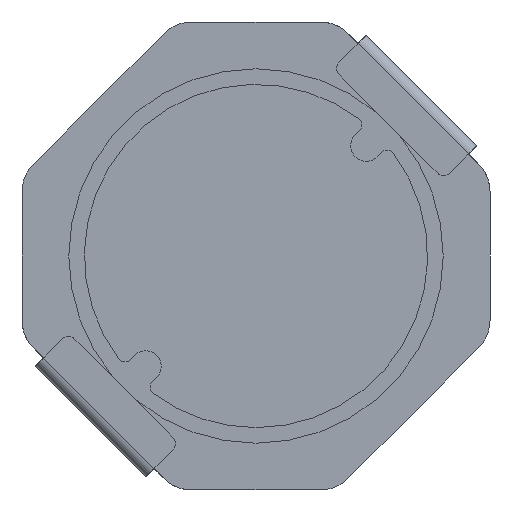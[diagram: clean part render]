
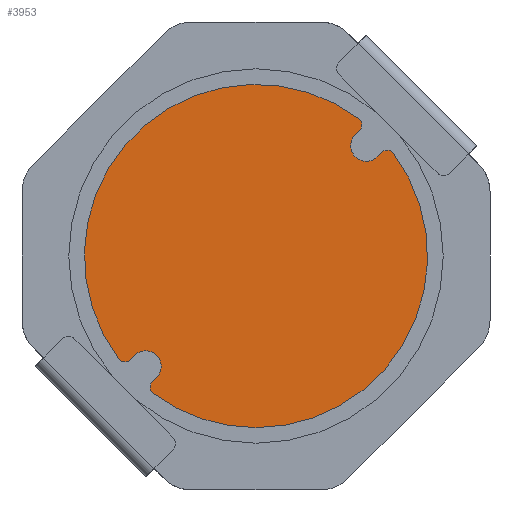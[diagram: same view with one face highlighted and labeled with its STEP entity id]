
A CAD part, front view. The second image highlights one B-rep face of the part: STEP entity #3953.
In plain terms, the highlighted planar face has unit normal (0, -1, 0).
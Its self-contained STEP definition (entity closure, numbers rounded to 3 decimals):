
#23 = CARTESIAN_POINT ( 'NONE',  ( -1.556, 0.1, -1.273 ) ) ;
#44 = EDGE_CURVE ( 'NONE', #4308, #462, #1292, .T. ) ;
#102 = ORIENTED_EDGE ( 'NONE', *, *, #624, .T. ) ;
#131 = CARTESIAN_POINT ( 'NONE',  ( 1.556, 0.1, 1.273 ) ) ;
#138 = DIRECTION ( 'NONE',  ( -0.707, 0., -0.707 ) ) ;
#144 = ORIENTED_EDGE ( 'NONE', *, *, #1699, .T. ) ;
#148 = VERTEX_POINT ( 'NONE', #3035 ) ;
#210 = VERTEX_POINT ( 'NONE', #4317 ) ;
#226 = CIRCLE ( 'NONE', #3945, 0.2 ) ;
#232 = EDGE_CURVE ( 'NONE', #2368, #1787, #2455, .T. ) ;
#272 = DIRECTION ( 'NONE',  ( 0., 0., -1. ) ) ;
#280 = LINE ( 'NONE', #992, #3731 ) ;
#394 = ORIENTED_EDGE ( 'NONE', *, *, #3355, .T. ) ;
#427 = DIRECTION ( 'NONE',  ( -0.707, 0., -0.707 ) ) ;
#462 = VERTEX_POINT ( 'NONE', #664 ) ;
#477 = CARTESIAN_POINT ( 'NONE',  ( -1.682, 0.1, -1.258 ) ) ;
#552 = CIRCLE ( 'NONE', #747, 0.1 ) ;
#553 = VECTOR ( 'NONE', #427, 1000. ) ;
#554 = AXIS2_PLACEMENT_3D ( 'NONE', #2634, #1262, #944 ) ;
#557 = EDGE_CURVE ( 'NONE', #3865, #2368, #1235, .T. ) ;
#572 = CARTESIAN_POINT ( 'NONE',  ( 1.258, 0.1, 1.682 ) ) ;
#586 = ORIENTED_EDGE ( 'NONE', *, *, #44, .T. ) ;
#624 = EDGE_CURVE ( 'NONE', #1787, #210, #1287, .T. ) ;
#664 = CARTESIAN_POINT ( 'NONE',  ( 0., 0.1, -2.2 ) ) ;
#694 = VECTOR ( 'NONE', #138, 1000. ) ;
#747 = AXIS2_PLACEMENT_3D ( 'NONE', #2327, #2738, #989 ) ;
#765 = VERTEX_POINT ( 'NONE', #951 ) ;
#777 = VERTEX_POINT ( 'NONE', #2651 ) ;
#860 = DIRECTION ( 'NONE',  ( 0., 1., 0. ) ) ;
#888 = ORIENTED_EDGE ( 'NONE', *, *, #3930, .T. ) ;
#889 = EDGE_CURVE ( 'NONE', #462, #777, #3304, .T. ) ;
#944 = DIRECTION ( 'NONE',  ( 0., 0., -1. ) ) ;
#950 = ORIENTED_EDGE ( 'NONE', *, *, #1388, .T. ) ;
#951 = CARTESIAN_POINT ( 'NONE',  ( 1.611, 0.1, 1.328 ) ) ;
#965 = CIRCLE ( 'NONE', #3307, 0.1 ) ;
#989 = DIRECTION ( 'NONE',  ( 0., 0., 1. ) ) ;
#992 = CARTESIAN_POINT ( 'NONE',  ( 1.328, 0.1, 1.611 ) ) ;
#1095 = DIRECTION ( 'NONE',  ( 0., 1., 0. ) ) ;
#1110 = VERTEX_POINT ( 'NONE', #1977 ) ;
#1139 = CARTESIAN_POINT ( 'NONE',  ( 2.5, 0.1, 0.823 ) ) ;
#1155 = DIRECTION ( 'NONE',  ( 0., -1., 0. ) ) ;
#1161 = DIRECTION ( 'NONE',  ( 0., 0., -1. ) ) ;
#1167 = EDGE_CURVE ( 'NONE', #3404, #148, #280, .T. ) ;
#1235 = LINE ( 'NONE', #2767, #4111 ) ;
#1262 = DIRECTION ( 'NONE',  ( 0., -1., 0. ) ) ;
#1287 = LINE ( 'NONE', #1766, #553 ) ;
#1292 = CIRCLE ( 'NONE', #554, 2.2 ) ;
#1293 = ORIENTED_EDGE ( 'NONE', *, *, #1167, .T. ) ;
#1364 = CARTESIAN_POINT ( 'NONE',  ( -1.762, 0.1, -1.317 ) ) ;
#1388 = EDGE_CURVE ( 'NONE', #2781, #3404, #4217, .T. ) ;
#1421 = CARTESIAN_POINT ( 'NONE',  ( 1.414, 0.1, 1.414 ) ) ;
#1459 = DIRECTION ( 'NONE',  ( 0., 0., -1. ) ) ;
#1520 = ORIENTED_EDGE ( 'NONE', *, *, #3477, .T. ) ;
#1524 = ORIENTED_EDGE ( 'NONE', *, *, #889, .T. ) ;
#1530 = EDGE_CURVE ( 'NONE', #210, #4308, #4324, .T. ) ;
#1545 = CARTESIAN_POINT ( 'NONE',  ( 1.611, 0.1, 1.328 ) ) ;
#1556 = DIRECTION ( 'NONE',  ( 0., 0., 1. ) ) ;
#1559 = EDGE_CURVE ( 'NONE', #765, #4255, #2388, .T. ) ;
#1665 = DIRECTION ( 'NONE',  ( 0., -1., 0. ) ) ;
#1668 = CARTESIAN_POINT ( 'NONE',  ( 1.273, 0.1, 1.556 ) ) ;
#1673 = ORIENTED_EDGE ( 'NONE', *, *, #232, .T. ) ;
#1699 = EDGE_CURVE ( 'NONE', #148, #4192, #965, .T. ) ;
#1766 = CARTESIAN_POINT ( 'NONE',  ( -1.328, 0.1, -1.611 ) ) ;
#1787 = VERTEX_POINT ( 'NONE', #4077 ) ;
#1866 = CARTESIAN_POINT ( 'NONE',  ( 0., 0.1, 0. ) ) ;
#1903 = ORIENTED_EDGE ( 'NONE', *, *, #1559, .T. ) ;
#1975 = DIRECTION ( 'NONE',  ( 0., 1., 0. ) ) ;
#1977 = CARTESIAN_POINT ( 'NONE',  ( -1.682, 0.1, -1.358 ) ) ;
#2108 = DIRECTION ( 'NONE',  ( 0.707, 0., 0.707 ) ) ;
#2144 = DIRECTION ( 'NONE',  ( 0., 0., 1. ) ) ;
#2204 = DIRECTION ( 'NONE',  ( 0., 0., 1. ) ) ;
#2241 = CARTESIAN_POINT ( 'NONE',  ( 1.414, 0.1, 1.214 ) ) ;
#2278 = CIRCLE ( 'NONE', #2282, 2.2 ) ;
#2282 = AXIS2_PLACEMENT_3D ( 'NONE', #3708, #1665, #2666 ) ;
#2327 = CARTESIAN_POINT ( 'NONE',  ( 1.682, 0.1, 1.258 ) ) ;
#2364 = AXIS2_PLACEMENT_3D ( 'NONE', #477, #1155, #2204 ) ;
#2368 = VERTEX_POINT ( 'NONE', #23 ) ;
#2370 = VERTEX_POINT ( 'NONE', #1364 ) ;
#2377 = ORIENTED_EDGE ( 'NONE', *, *, #3645, .T. ) ;
#2388 = LINE ( 'NONE', #1545, #694 ) ;
#2390 = CARTESIAN_POINT ( 'NONE',  ( 1.317, 0.1, 1.762 ) ) ;
#2444 = AXIS2_PLACEMENT_3D ( 'NONE', #2986, #1975, #3014 ) ;
#2449 = DIRECTION ( 'NONE',  ( 0., 0., -1. ) ) ;
#2455 = CIRCLE ( 'NONE', #2444, 0.2 ) ;
#2498 = CARTESIAN_POINT ( 'NONE',  ( -1.317, 0.1, -1.762 ) ) ;
#2545 = CARTESIAN_POINT ( 'NONE',  ( -1.258, 0.1, -1.682 ) ) ;
#2602 = CARTESIAN_POINT ( 'NONE',  ( -1.682, 0.1, -1.258 ) ) ;
#2634 = CARTESIAN_POINT ( 'NONE',  ( 0., 0.1, 0. ) ) ;
#2651 = CARTESIAN_POINT ( 'NONE',  ( 1.762, 0.1, 1.317 ) ) ;
#2666 = DIRECTION ( 'NONE',  ( 0., 0., -1. ) ) ;
#2700 = ORIENTED_EDGE ( 'NONE', *, *, #557, .T. ) ;
#2738 = DIRECTION ( 'NONE',  ( 0., -1., 0. ) ) ;
#2762 = AXIS2_PLACEMENT_3D ( 'NONE', #2545, #4249, #1161 ) ;
#2767 = CARTESIAN_POINT ( 'NONE',  ( -1.611, 0.1, -1.328 ) ) ;
#2781 = VERTEX_POINT ( 'NONE', #2241 ) ;
#2857 = AXIS2_PLACEMENT_3D ( 'NONE', #1421, #1095, #2449 ) ;
#2932 = DIRECTION ( 'NONE',  ( 0., -1., 0. ) ) ;
#2986 = CARTESIAN_POINT ( 'NONE',  ( -1.414, 0.1, -1.414 ) ) ;
#3014 = DIRECTION ( 'NONE',  ( 0., 0., 1. ) ) ;
#3035 = CARTESIAN_POINT ( 'NONE',  ( 1.328, 0.1, 1.611 ) ) ;
#3098 = CIRCLE ( 'NONE', #3519, 0.1 ) ;
#3105 = CARTESIAN_POINT ( 'NONE',  ( 1.414, 0.1, 1.414 ) ) ;
#3115 = AXIS2_PLACEMENT_3D ( 'NONE', #1866, #3588, #3849 ) ;
#3230 = EDGE_LOOP ( 'NONE', ( #1520, #950, #1293, #144, #4261, #2377, #888, #2700, #1673, #102, #3970, #586, #1524, #394, #1903 ) ) ;
#3304 = CIRCLE ( 'NONE', #3115, 2.2 ) ;
#3307 = AXIS2_PLACEMENT_3D ( 'NONE', #572, #3654, #272 ) ;
#3355 = EDGE_CURVE ( 'NONE', #777, #765, #552, .T. ) ;
#3404 = VERTEX_POINT ( 'NONE', #1668 ) ;
#3443 = DIRECTION ( 'NONE',  ( 0., 1., 0. ) ) ;
#3477 = EDGE_CURVE ( 'NONE', #4255, #2781, #226, .T. ) ;
#3519 = AXIS2_PLACEMENT_3D ( 'NONE', #2602, #2932, #1556 ) ;
#3533 = PLANE ( 'NONE',  #3829 ) ;
#3571 = CIRCLE ( 'NONE', #2364, 0.1 ) ;
#3588 = DIRECTION ( 'NONE',  ( 0., -1., 0. ) ) ;
#3645 = EDGE_CURVE ( 'NONE', #2370, #1110, #3098, .T. ) ;
#3654 = DIRECTION ( 'NONE',  ( 0., -1., 0. ) ) ;
#3708 = CARTESIAN_POINT ( 'NONE',  ( 0., 0.1, 0. ) ) ;
#3731 = VECTOR ( 'NONE', #4396, 1000. ) ;
#3784 = CARTESIAN_POINT ( 'NONE',  ( -1.611, 0.1, -1.328 ) ) ;
#3829 = AXIS2_PLACEMENT_3D ( 'NONE', #1139, #860, #2144 ) ;
#3831 = FACE_OUTER_BOUND ( 'NONE', #3230, .T. ) ;
#3849 = DIRECTION ( 'NONE',  ( 0., 0., -1. ) ) ;
#3865 = VERTEX_POINT ( 'NONE', #3784 ) ;
#3930 = EDGE_CURVE ( 'NONE', #1110, #3865, #3571, .T. ) ;
#3945 = AXIS2_PLACEMENT_3D ( 'NONE', #3105, #3443, #1459 ) ;
#3953 = ADVANCED_FACE ( 'NONE', ( #3831 ), #3533, .F. ) ;
#3970 = ORIENTED_EDGE ( 'NONE', *, *, #1530, .T. ) ;
#4043 = EDGE_CURVE ( 'NONE', #4192, #2370, #2278, .T. ) ;
#4077 = CARTESIAN_POINT ( 'NONE',  ( -1.273, 0.1, -1.556 ) ) ;
#4111 = VECTOR ( 'NONE', #2108, 1000. ) ;
#4192 = VERTEX_POINT ( 'NONE', #2390 ) ;
#4217 = CIRCLE ( 'NONE', #2857, 0.2 ) ;
#4249 = DIRECTION ( 'NONE',  ( 0., -1., 0. ) ) ;
#4255 = VERTEX_POINT ( 'NONE', #131 ) ;
#4261 = ORIENTED_EDGE ( 'NONE', *, *, #4043, .T. ) ;
#4308 = VERTEX_POINT ( 'NONE', #2498 ) ;
#4317 = CARTESIAN_POINT ( 'NONE',  ( -1.328, 0.1, -1.611 ) ) ;
#4324 = CIRCLE ( 'NONE', #2762, 0.1 ) ;
#4396 = DIRECTION ( 'NONE',  ( 0.707, 0., 0.707 ) ) ;
